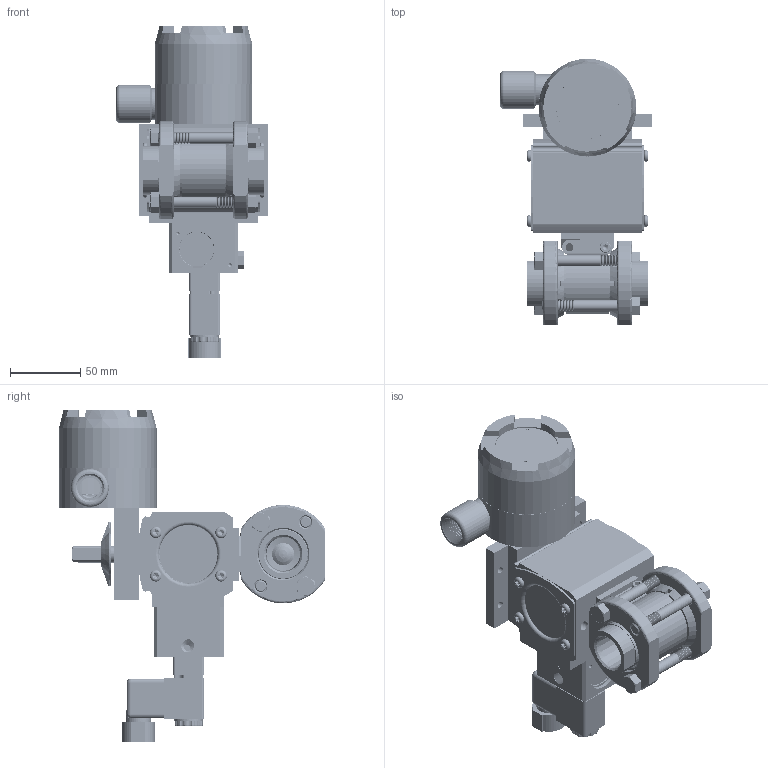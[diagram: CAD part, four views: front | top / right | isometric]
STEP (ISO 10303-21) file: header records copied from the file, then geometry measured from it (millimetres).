
FILE_DESCRIPTION (( 'STEP AP203' ), '1' );
FILE_NAME ('26XXSESA512D4GPDCLS.step', '2018-09-05T12:04:58', ( '' ), ( '' ), 'SwSTEP 2.0', 'SolidWorks 2018', '' );
FILE_SCHEMA (( 'CONFIG_CONTROL_DESIGN' ));
Products named in the file (1): 26XXSESA512D4GPDCLS
Bounding box: 107.71 x 189.17 x 235.76 mm (x, y, z)
Volume: 693309 mm3; surface area: 264489.8 mm2
Topology: 54 solids, 54 shells, 4609 faces, 12038 edges, 7503 vertices
Faces by surface type: cylinder 2020, cone 1427, plane 760, torus 202, bspline 194, sphere 6
Entity records: 214587 total; most frequent: CARTESIAN_POINT 104868, ORIENTED_EDGE 23720, DIRECTION 23154, EDGE_CURVE 11860, AXIS2_PLACEMENT_3D 9331, VERTEX_POINT 7499, EDGE_LOOP 4929, CIRCLE 4915
